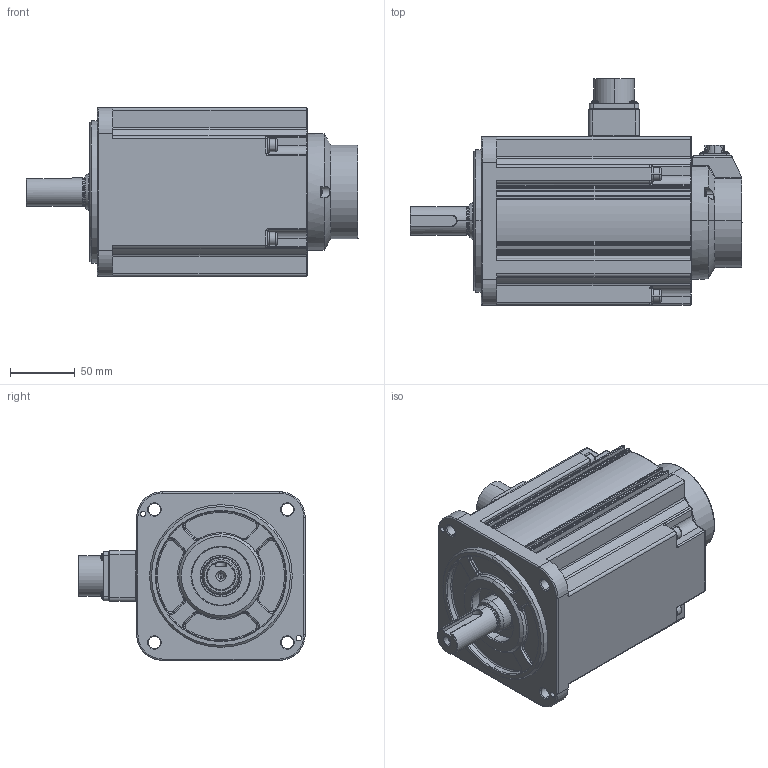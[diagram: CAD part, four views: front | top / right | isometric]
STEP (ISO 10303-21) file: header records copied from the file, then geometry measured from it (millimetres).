
FILE_DESCRIPTION (( 'STEP AP214' ), '1' );
FILE_NAME ('4611170001587 SM3M-134ATBUV.STEP', '2024-02-05T01:15:17', ( '' ), ( '' ), 'SwSTEP 2.0', 'SolidWorks 2015', '' );
FILE_SCHEMA (( 'AUTOMOTIVE_DESIGN' ));
Length unit declared in the file: millimetre
Products named in the file (1): 4611170001587 SM3M-134ATBUV
Bounding box: 256 x 174.6 x 130.01 mm (x, y, z)
Volume: 2666875.2 mm3; surface area: 183357 mm2
Topology: 19 solids, 56 shells, 1782 faces, 4531 edges, 2878 vertices
Faces by surface type: cylinder 751, plane 672, bspline 228, cone 113, torus 14, sphere 4
Entity records: 67145 total; most frequent: CARTESIAN_POINT 26338, ORIENTED_EDGE 8898, DIRECTION 7818, EDGE_CURVE 4449, AXIS2_PLACEMENT_3D 2935, VERTEX_POINT 2878, EDGE_LOOP 1957, VECTOR 1948
